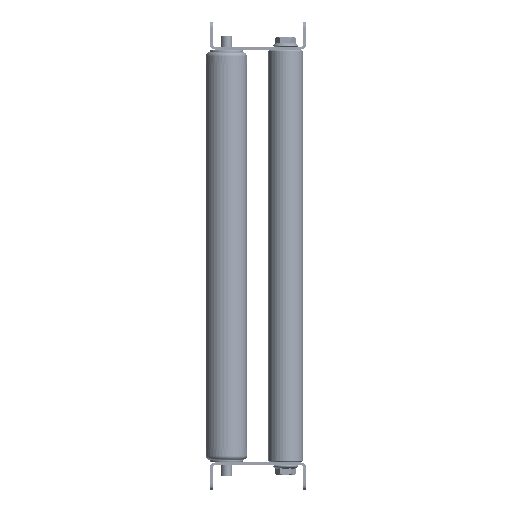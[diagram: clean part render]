
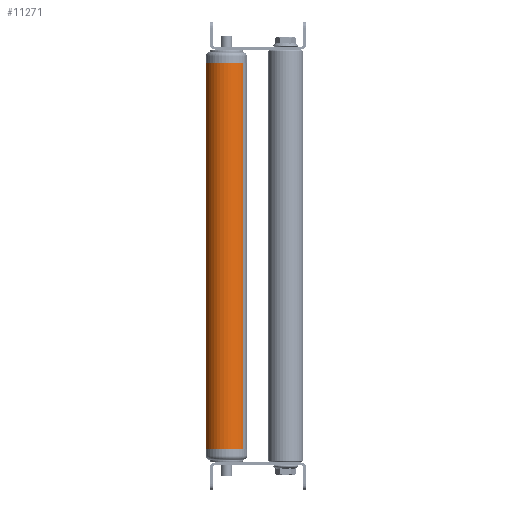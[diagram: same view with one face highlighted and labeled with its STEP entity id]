
A CAD part, left-side view. The second image highlights one B-rep face of the part: STEP entity #11271.
In plain terms, the highlighted cylindrical face has radius 15 mm (diameter 30 mm), a partial arc.
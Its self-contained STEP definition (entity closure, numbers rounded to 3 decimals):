
#1800 = ORIENTED_EDGE ( 'NONE', *, *, #10967, .T. ) ;
#2074 = EDGE_CURVE ( 'NONE', #25159, #29006, #15285, .T. ) ;
#2382 = CARTESIAN_POINT ( 'NONE',  ( 0., 0., 15. ) ) ;
#3313 = CARTESIAN_POINT ( 'NONE',  ( 0., 0., 0. ) ) ;
#3711 = DIRECTION ( 'NONE',  ( -1., 0., 0. ) ) ;
#5382 = CIRCLE ( 'NONE', #20095, 15. ) ;
#5394 = ORIENTED_EDGE ( 'NONE', *, *, #34526, .T. ) ;
#5760 = DIRECTION ( 'NONE',  ( 0., 0., -1. ) ) ;
#5765 = VERTEX_POINT ( 'NONE', #8030 ) ;
#8030 = CARTESIAN_POINT ( 'NONE',  ( 0., 0., -15. ) ) ;
#8567 = CARTESIAN_POINT ( 'NONE',  ( 280., 0., 15. ) ) ;
#9854 = EDGE_LOOP ( 'NONE', ( #14679, #5394, #1800, #34542 ) ) ;
#10967 = EDGE_CURVE ( 'NONE', #5765, #13829, #5382, .T. ) ;
#11271 = ADVANCED_FACE ( 'NONE', ( #12809 ), #21143, .T. ) ;
#11321 = VECTOR ( 'NONE', #3711, 1000. ) ;
#12809 = FACE_OUTER_BOUND ( 'NONE', #9854, .T. ) ;
#12946 = AXIS2_PLACEMENT_3D ( 'NONE', #17015, #17203, #33815 ) ;
#13184 = CARTESIAN_POINT ( 'NONE',  ( 280., 0., 0. ) ) ;
#13829 = VERTEX_POINT ( 'NONE', #2382 ) ;
#13969 = DIRECTION ( 'NONE',  ( 1., 0., 0. ) ) ;
#14679 = ORIENTED_EDGE ( 'NONE', *, *, #2074, .F. ) ;
#15285 = CIRCLE ( 'NONE', #12946, 15. ) ;
#16142 = DIRECTION ( 'NONE',  ( 0., 0., 1. ) ) ;
#17015 = CARTESIAN_POINT ( 'NONE',  ( 280., 0., 0. ) ) ;
#17203 = DIRECTION ( 'NONE',  ( 1., 0., 0. ) ) ;
#18297 = AXIS2_PLACEMENT_3D ( 'NONE', #13184, #30144, #16142 ) ;
#19809 = DIRECTION ( 'NONE',  ( -1., 0., 0. ) ) ;
#20072 = CARTESIAN_POINT ( 'NONE',  ( 280., 0., -15. ) ) ;
#20095 = AXIS2_PLACEMENT_3D ( 'NONE', #3313, #13969, #5760 ) ;
#20900 = CARTESIAN_POINT ( 'NONE',  ( 280., 0., 15. ) ) ;
#21143 = CYLINDRICAL_SURFACE ( 'NONE', #18297, 15. ) ;
#22593 = LINE ( 'NONE', #8567, #26971 ) ;
#22898 = CARTESIAN_POINT ( 'NONE',  ( 280., 0., -15. ) ) ;
#25159 = VERTEX_POINT ( 'NONE', #20072 ) ;
#25650 = LINE ( 'NONE', #22898, #11321 ) ;
#26971 = VECTOR ( 'NONE', #19809, 1000. ) ;
#28971 = EDGE_CURVE ( 'NONE', #29006, #13829, #22593, .T. ) ;
#29006 = VERTEX_POINT ( 'NONE', #20900 ) ;
#30144 = DIRECTION ( 'NONE',  ( -1., 0., 0. ) ) ;
#33815 = DIRECTION ( 'NONE',  ( 0., 0., -1. ) ) ;
#34526 = EDGE_CURVE ( 'NONE', #25159, #5765, #25650, .T. ) ;
#34542 = ORIENTED_EDGE ( 'NONE', *, *, #28971, .F. ) ;
